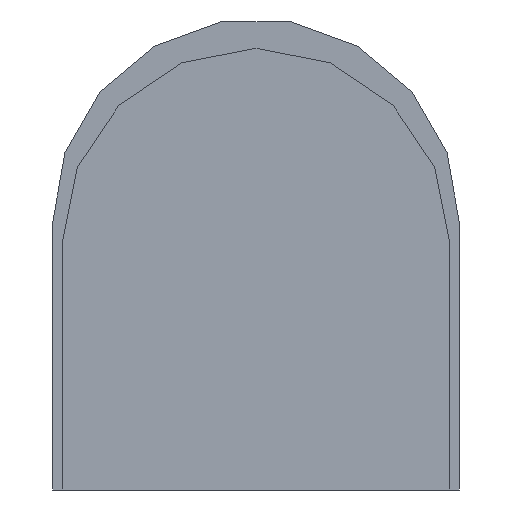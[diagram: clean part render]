
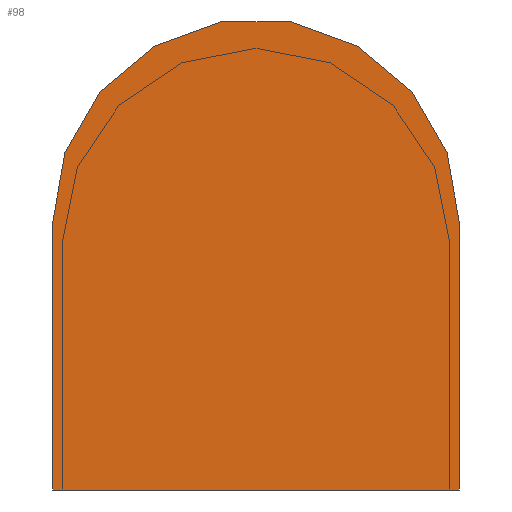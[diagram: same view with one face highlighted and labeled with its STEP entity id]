
A CAD part, front view. The second image highlights one B-rep face of the part: STEP entity #98.
In plain terms, the highlighted planar face has unit normal (0, -1, 0).
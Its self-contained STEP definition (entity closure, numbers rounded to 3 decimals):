
#98 = ADVANCED_FACE( '', ( #168 ), #169, .T. );
#168 = FACE_OUTER_BOUND( '', #218, .T. );
#169 = PLANE( '', #219 );
#218 = EDGE_LOOP( '', ( #306, #307, #308, #309 ) );
#219 = AXIS2_PLACEMENT_3D( '', #310, #311, #312 );
#306 = ORIENTED_EDGE( '', *, *, #355, .T. );
#307 = ORIENTED_EDGE( '', *, *, #352, .T. );
#308 = ORIENTED_EDGE( '', *, *, #330, .T. );
#309 = ORIENTED_EDGE( '', *, *, #340, .T. );
#310 = CARTESIAN_POINT( '', ( 0., -500.1, 1.37 ) );
#311 = DIRECTION( '', ( 0., -1., 0. ) );
#312 = DIRECTION( '', ( 0., 0., -1. ) );
#330 = EDGE_CURVE( '', #373, #371, #374, .T. );
#340 = EDGE_CURVE( '', #371, #388, #390, .T. );
#352 = EDGE_CURVE( '', #403, #373, #404, .T. );
#355 = EDGE_CURVE( '', #388, #403, #407, .T. );
#371 = VERTEX_POINT( '', #428 );
#373 = VERTEX_POINT( '', #431 );
#374 = LINE( '', #432, #433 );
#388 = VERTEX_POINT( '', #451 );
#390 = LINE( '', #454, #455 );
#403 = VERTEX_POINT( '', #473 );
#404 = CIRCLE( '', #474, 1.04 );
#407 = LINE( '', #478, #479 );
#428 = CARTESIAN_POINT( '', ( -1.04, -500.1, 0. ) );
#431 = CARTESIAN_POINT( '', ( -1.04, -500.1, 1.37 ) );
#432 = CARTESIAN_POINT( '', ( -1.04, -500.1, 1.37 ) );
#433 = VECTOR( '', #488, 1000. );
#451 = CARTESIAN_POINT( '', ( 1.04, -500.1, 0. ) );
#454 = CARTESIAN_POINT( '', ( -1.04, -500.1, 0. ) );
#455 = VECTOR( '', #500, 1000. );
#473 = CARTESIAN_POINT( '', ( 1.04, -500.1, 1.37 ) );
#474 = AXIS2_PLACEMENT_3D( '', #509, #510, #511 );
#478 = CARTESIAN_POINT( '', ( 1.04, -500.1, 0. ) );
#479 = VECTOR( '', #513, 1000. );
#488 = DIRECTION( '', ( 0., 0., -1. ) );
#500 = DIRECTION( '', ( 1., 0., 0. ) );
#509 = CARTESIAN_POINT( '', ( 0., -500.1, 1.37 ) );
#510 = DIRECTION( '', ( 0., -1., 0. ) );
#511 = DIRECTION( '', ( 1., 0., 0. ) );
#513 = DIRECTION( '', ( 0., 0., 1. ) );
